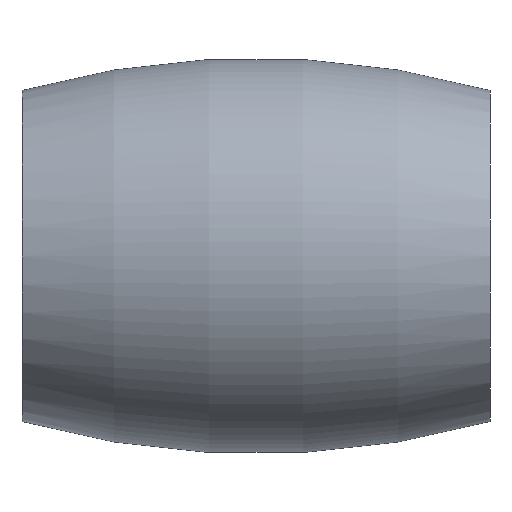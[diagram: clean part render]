
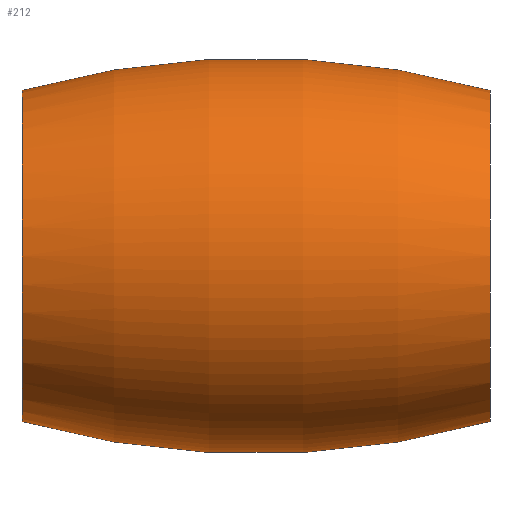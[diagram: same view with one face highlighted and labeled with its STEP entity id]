
A CAD part, front view. The second image highlights one B-rep face of the part: STEP entity #212.
In plain terms, the highlighted toroidal (fillet/blend) face has major radius 49.782 mm and minor radius 64.5 mm.
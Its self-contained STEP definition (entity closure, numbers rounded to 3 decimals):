
#3 = CARTESIAN_POINT ( 'NONE',  ( 17.416, 0., 12.322 ) ) ;
#13 = DIRECTION ( 'NONE',  ( 0., 1., 0. ) ) ;
#19 = DIRECTION ( 'NONE',  ( 0., 0., -1. ) ) ;
#24 = CARTESIAN_POINT ( 'NONE',  ( 0., 0., -49.782 ) ) ;
#25 = AXIS2_PLACEMENT_3D ( 'NONE', #24, #13, #180 ) ;
#34 = EDGE_CURVE ( 'NONE', #67, #186, #135, .T. ) ;
#64 = VERTEX_POINT ( 'NONE', #3 ) ;
#67 = VERTEX_POINT ( 'NONE', #136 ) ;
#89 = DIRECTION ( 'NONE',  ( 0., 0., -1. ) ) ;
#93 = TOROIDAL_SURFACE ( 'NONE', #140, -49.782, 64.5 ) ;
#103 = DIRECTION ( 'NONE',  ( 0., 0., -1. ) ) ;
#112 = AXIS2_PLACEMENT_3D ( 'NONE', #172, #158, #103 ) ;
#115 = EDGE_LOOP ( 'NONE', ( #130, #151, #198, #200 ) ) ;
#121 = AXIS2_PLACEMENT_3D ( 'NONE', #159, #194, #89 ) ;
#123 = FACE_OUTER_BOUND ( 'NONE', #115, .T. ) ;
#126 = CIRCLE ( 'NONE', #112, 12.322 ) ;
#130 = ORIENTED_EDGE ( 'NONE', *, *, #164, .F. ) ;
#133 = CARTESIAN_POINT ( 'NONE',  ( 0., 0., 0. ) ) ;
#135 = CIRCLE ( 'NONE', #176, 64.5 ) ;
#136 = CARTESIAN_POINT ( 'NONE',  ( -17.416, 0., -12.322 ) ) ;
#138 = DIRECTION ( 'NONE',  ( 0., 0., -1. ) ) ;
#140 = AXIS2_PLACEMENT_3D ( 'NONE', #133, #152, #19 ) ;
#141 = EDGE_CURVE ( 'NONE', #215, #67, #165, .T. ) ;
#151 = ORIENTED_EDGE ( 'NONE', *, *, #141, .T. ) ;
#152 = DIRECTION ( 'NONE',  ( 1., 0., 0. ) ) ;
#156 = CARTESIAN_POINT ( 'NONE',  ( -17.416, 0., 12.322 ) ) ;
#158 = DIRECTION ( 'NONE',  ( 1., 0., 0. ) ) ;
#159 = CARTESIAN_POINT ( 'NONE',  ( -17.416, 0., 0. ) ) ;
#164 = EDGE_CURVE ( 'NONE', #215, #64, #187, .T. ) ;
#165 = CIRCLE ( 'NONE', #121, 12.322 ) ;
#169 = CARTESIAN_POINT ( 'NONE',  ( 0., 0., 49.782 ) ) ;
#172 = CARTESIAN_POINT ( 'NONE',  ( 17.416, 0., 0. ) ) ;
#176 = AXIS2_PLACEMENT_3D ( 'NONE', #169, #190, #138 ) ;
#180 = DIRECTION ( 'NONE',  ( 0., 0., 1. ) ) ;
#184 = CARTESIAN_POINT ( 'NONE',  ( 17.416, 0., -12.322 ) ) ;
#186 = VERTEX_POINT ( 'NONE', #184 ) ;
#187 = CIRCLE ( 'NONE', #25, 64.5 ) ;
#190 = DIRECTION ( 'NONE',  ( 0., -1., 0. ) ) ;
#194 = DIRECTION ( 'NONE',  ( 1., 0., 0. ) ) ;
#198 = ORIENTED_EDGE ( 'NONE', *, *, #34, .T. ) ;
#200 = ORIENTED_EDGE ( 'NONE', *, *, #216, .F. ) ;
#212 = ADVANCED_FACE ( 'NONE', ( #123 ), #93, .T. ) ;
#215 = VERTEX_POINT ( 'NONE', #156 ) ;
#216 = EDGE_CURVE ( 'NONE', #64, #186, #126, .T. ) ;
